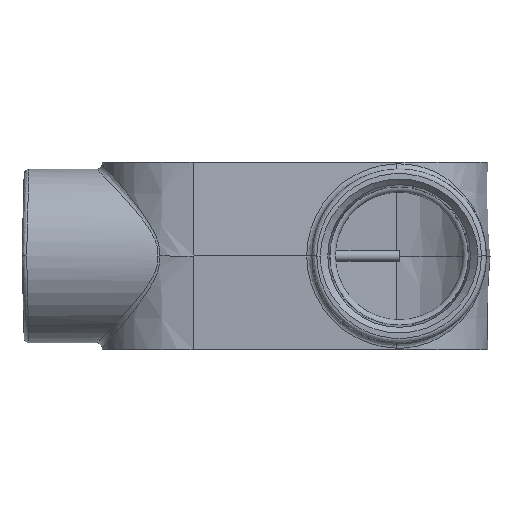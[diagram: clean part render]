
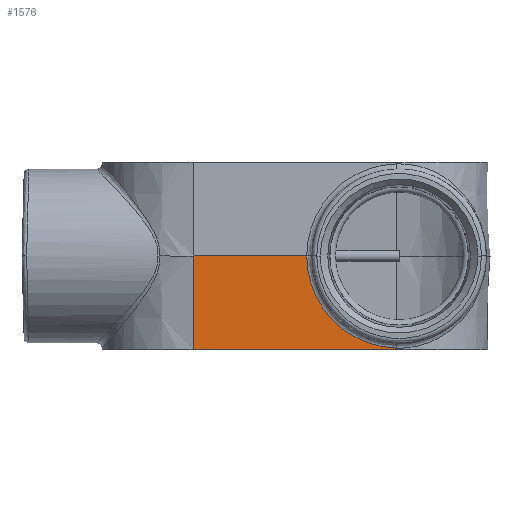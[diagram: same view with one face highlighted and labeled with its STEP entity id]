
A CAD part, front view. The second image highlights one B-rep face of the part: STEP entity #1576.
In plain terms, the highlighted planar face has unit normal (0, -1, -0.026).
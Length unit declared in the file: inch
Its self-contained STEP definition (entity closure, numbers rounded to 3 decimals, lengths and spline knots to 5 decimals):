
#104=LINE('',#6026,#180);
#106=LINE('',#6032,#182);
#107=LINE('',#6034,#183);
#108=LINE('',#6035,#184);
#180=VECTOR('',#2115,0.03559);
#182=VECTOR('',#2121,2.65292);
#183=VECTOR('',#2122,2.18825);
#184=VECTOR('',#2123,4.75);
#233=PLANE('',#1755);
#286=ELLIPSE('',#1647,2.15674,2.156);
#369=FACE_OUTER_BOUND('',#460,.T.);
#460=EDGE_LOOP('',(#1269,#1270,#1271,#1272,#1273));
#639=VERTEX_POINT('',#2879);
#642=VERTEX_POINT('',#3198);
#737=VERTEX_POINT('',#6025);
#739=VERTEX_POINT('',#6031);
#740=VERTEX_POINT('',#6033);
#803=EDGE_CURVE('',#642,#639,#286,.T.);
#937=EDGE_CURVE('',#737,#642,#104,.T.);
#940=EDGE_CURVE('',#639,#739,#106,.F.);
#941=EDGE_CURVE('',#740,#739,#107,.T.);
#942=EDGE_CURVE('',#737,#740,#108,.T.);
#1269=ORIENTED_EDGE('',*,*,#937,.T.);
#1270=ORIENTED_EDGE('',*,*,#803,.T.);
#1271=ORIENTED_EDGE('',*,*,#940,.T.);
#1272=ORIENTED_EDGE('',*,*,#941,.F.);
#1273=ORIENTED_EDGE('',*,*,#942,.F.);
#1576=ADVANCED_FACE('',(#369),#233,.F.);
#1647=AXIS2_PLACEMENT_3D('',#3411,#1862,#1863);
#1755=AXIS2_PLACEMENT_3D('',#6030,#2119,#2120);
#1862=DIRECTION('center_axis',(0.,1.,0.026));
#1863=DIRECTION('ref_axis',(0.,-0.026,1.));
#2115=DIRECTION('',(0.,-0.026,1.));
#2119=DIRECTION('center_axis',(0.,1.,0.026));
#2120=DIRECTION('ref_axis',(0.,-0.026,1.));
#2121=DIRECTION('',(1.,0.,0.));
#2122=DIRECTION('',(0.,-0.026,1.));
#2123=DIRECTION('',(-1.,0.,0.));
#2879=CARTESIAN_POINT('',(0.27792,-2.18392,0.));
#3198=CARTESIAN_POINT('',(2.375,-2.12757,-2.15192));
#3411=CARTESIAN_POINT('Origin',(2.43392,-2.184,0.00327));
#6025=CARTESIAN_POINT('',(2.375,-2.12664,-2.1875));
#6026=CARTESIAN_POINT('',(2.375,-2.12664,-2.1875));
#6030=CARTESIAN_POINT('Origin',(2.375,-2.18392,0.));
#6031=CARTESIAN_POINT('',(-2.375,-2.18392,0.));
#6032=CARTESIAN_POINT('',(-2.375,-2.18392,0.));
#6033=CARTESIAN_POINT('',(-2.375,-2.12664,-2.1875));
#6034=CARTESIAN_POINT('',(-2.375,-2.12664,-2.1875));
#6035=CARTESIAN_POINT('',(2.375,-2.12664,-2.1875));
